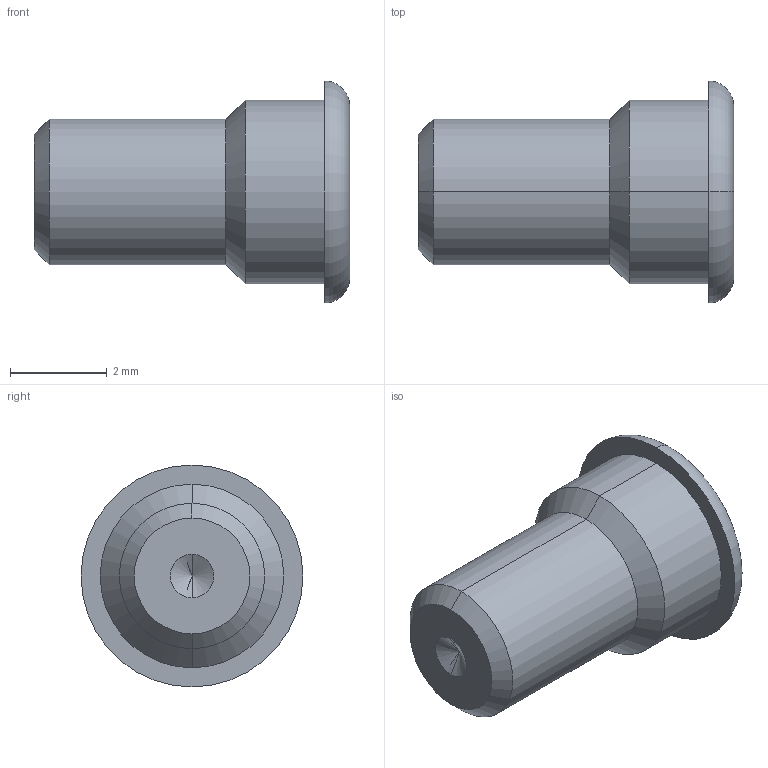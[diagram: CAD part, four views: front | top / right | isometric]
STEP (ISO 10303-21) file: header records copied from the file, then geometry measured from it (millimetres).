
FILE_DESCRIPTION(('starvars output'),'1');
FILE_NAME('cv20250418164115000043922.stp','16:41:15 2025/04/18',('Thomas Industrial Network Germany GmbH'),(' '),'Spatial InterOp 3D',' ',' ');
FILE_SCHEMA(('AP242_MANAGED_MODEL_BASED_3D_ENGINEERING_MIM_LF {1 0 10303 442 2 1 4}'));
Length unit declared in the file: millimetre
Products named in the file (1): 1
Bounding box: 6.51 x 4.58 x 4.58 mm (x, y, z)
Volume: 57.3 mm3; surface area: 95.3 mm2
Topology: 1 solids, 7 shells, 137 faces, 360 edges, 237 vertices
Faces by surface type: plane 121, cylinder 8, cone 6, torus 2
Entity records: 5262 total; most frequent: CARTESIAN_POINT 733, ORIENTED_EDGE 716, DIRECTION 660, EDGE_CURVE 358, LINE 332, VECTOR 332, VERTEX_POINT 237, AXIS2_PLACEMENT_3D 164
